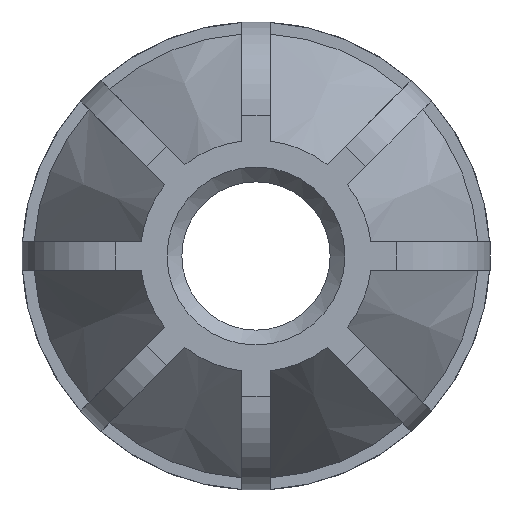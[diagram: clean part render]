
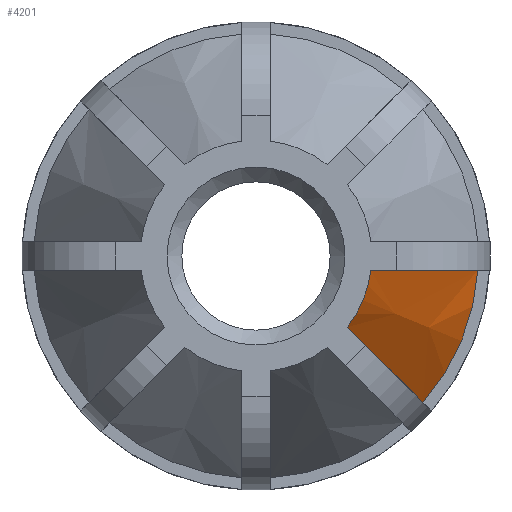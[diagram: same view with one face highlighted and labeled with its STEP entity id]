
A CAD part, left-side view. The second image highlights one B-rep face of the part: STEP entity #4201.
In plain terms, the highlighted conical face has half-angle 29.209 degrees and reference radius 25.646 mm.
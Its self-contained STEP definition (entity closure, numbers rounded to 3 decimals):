
#58=CONICAL_SURFACE('',#4510,25.646,29.209);
#116=(
BOUNDED_CURVE()
B_SPLINE_CURVE(2,(#6723,#6724,#6725),.UNSPECIFIED.,.F.,.F.)
B_SPLINE_CURVE_WITH_KNOTS((3,3),(0.,3.314),.UNSPECIFIED.)
CURVE()
GEOMETRIC_REPRESENTATION_ITEM()
RATIONAL_B_SPLINE_CURVE((1.,1.054,1.))
REPRESENTATION_ITEM('')
);
#125=(
BOUNDED_CURVE()
B_SPLINE_CURVE(2,(#6901,#6902,#6903),.UNSPECIFIED.,.F.,.F.)
B_SPLINE_CURVE_WITH_KNOTS((3,3),(0.,3.314),.UNSPECIFIED.)
CURVE()
GEOMETRIC_REPRESENTATION_ITEM()
RATIONAL_B_SPLINE_CURVE((1.,1.054,1.))
REPRESENTATION_ITEM('')
);
#403=FACE_OUTER_BOUND('',#618,.T.);
#618=EDGE_LOOP('',(#3278,#3279,#3280,#3281));
#1496=CIRCLE('',#4507,17.567);
#1499=CIRCLE('',#4511,33.725);
#1807=VERTEX_POINT('',#6720);
#1808=VERTEX_POINT('',#6722);
#1858=VERTEX_POINT('',#6890);
#1861=VERTEX_POINT('',#6899);
#2306=EDGE_CURVE('',#1808,#1807,#116,.T.);
#2384=EDGE_CURVE('',#1858,#1808,#1496,.T.);
#2389=EDGE_CURVE('',#1861,#1807,#1499,.T.);
#2390=EDGE_CURVE('',#1861,#1858,#125,.T.);
#3278=ORIENTED_EDGE('',*,*,#2306,.T.);
#3279=ORIENTED_EDGE('',*,*,#2389,.F.);
#3280=ORIENTED_EDGE('',*,*,#2390,.T.);
#3281=ORIENTED_EDGE('',*,*,#2384,.T.);
#4201=ADVANCED_FACE('',(#403),#58,.T.);
#4507=AXIS2_PLACEMENT_3D('',#6891,#5330,#5331);
#4510=AXIS2_PLACEMENT_3D('',#6898,#5338,#5339);
#4511=AXIS2_PLACEMENT_3D('',#6900,#5340,#5341);
#5330=DIRECTION('center_axis',(1.,0.,0.));
#5331=DIRECTION('ref_axis',(0.,0.,-1.));
#5338=DIRECTION('center_axis',(1.,0.,0.));
#5339=DIRECTION('ref_axis',(0.,1.,0.));
#5340=DIRECTION('center_axis',(1.,0.,0.));
#5341=DIRECTION('ref_axis',(0.,0.,-1.));
#6720=CARTESIAN_POINT('',(-73.1,-25.326,-22.271));
#6722=CARTESIAN_POINT('',(-102.,-13.855,-10.8));
#6723=CARTESIAN_POINT('Ctrl Pts',(-102.,-13.855,-10.8));
#6724=CARTESIAN_POINT('Ctrl Pts',(-92.138,-17.784,-14.729));
#6725=CARTESIAN_POINT('Ctrl Pts',(-73.1,-25.326,-22.271));
#6890=CARTESIAN_POINT('',(-102.,-17.434,-2.16));
#6891=CARTESIAN_POINT('Origin',(-102.,0.,0.));
#6898=CARTESIAN_POINT('Origin',(-87.55,0.,0.));
#6899=CARTESIAN_POINT('',(-73.1,-33.656,-2.16));
#6900=CARTESIAN_POINT('Origin',(-73.1,0.,0.));
#6901=CARTESIAN_POINT('Ctrl Pts',(-73.1,-33.656,-2.16));
#6902=CARTESIAN_POINT('Ctrl Pts',(-92.138,-22.99,-2.16));
#6903=CARTESIAN_POINT('Ctrl Pts',(-102.,-17.434,-2.16));
